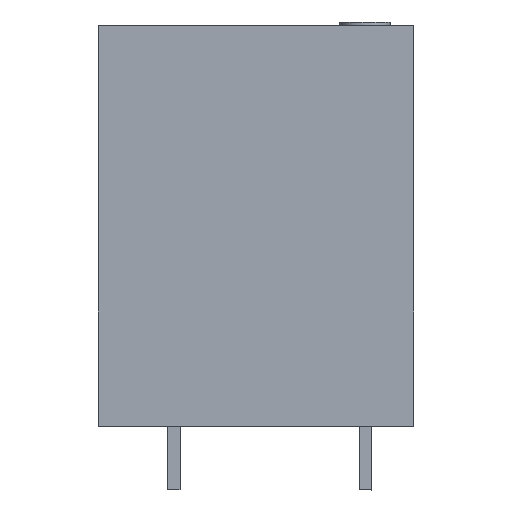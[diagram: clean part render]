
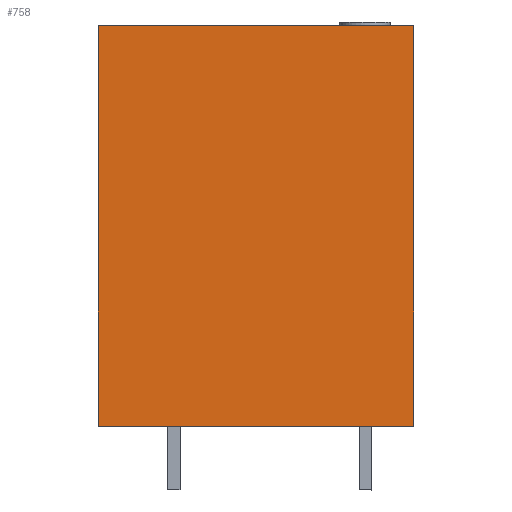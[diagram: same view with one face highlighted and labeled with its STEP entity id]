
A CAD part, left-side view. The second image highlights one B-rep face of the part: STEP entity #758.
In plain terms, the highlighted planar face has unit normal (-1, 0, 0).
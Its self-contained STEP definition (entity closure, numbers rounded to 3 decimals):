
#738=AXIS2_PLACEMENT_3D('Plane Axis2P3D',#735,#736,#737) ;
#97=CARTESIAN_POINT('Vertex',(0.,0.,5.)) ;
#100=CARTESIAN_POINT('Line Origine',(0.,12.35,5.)) ;
#104=CARTESIAN_POINT('Vertex',(0.,24.7,5.)) ;
#443=CARTESIAN_POINT('Line Origine',(0.,0.,20.65)) ;
#447=CARTESIAN_POINT('Vertex',(0.,0.,36.3)) ;
#735=CARTESIAN_POINT('Axis2P3D Location',(0.,24.7,0.)) ;
#740=CARTESIAN_POINT('Line Origine',(0.,24.7,20.65)) ;
#744=CARTESIAN_POINT('Vertex',(0.,24.7,36.3)) ;
#747=CARTESIAN_POINT('Line Origine',(0.,12.35,36.3)) ;
#101=DIRECTION('Vector Direction',(0.,-1.,0.)) ;
#444=DIRECTION('Vector Direction',(0.,0.,1.)) ;
#736=DIRECTION('Axis2P3D Direction',(-1.,0.,0.)) ;
#737=DIRECTION('Axis2P3D XDirection',(0.,-1.,0.)) ;
#741=DIRECTION('Vector Direction',(0.,0.,-1.)) ;
#748=DIRECTION('Vector Direction',(0.,-1.,0.)) ;
#102=VECTOR('Line Direction',#101,1.) ;
#445=VECTOR('Line Direction',#444,1.) ;
#742=VECTOR('Line Direction',#741,1.) ;
#749=VECTOR('Line Direction',#748,1.) ;
#753=ORIENTED_EDGE('',*,*,#746,.T.) ;
#754=ORIENTED_EDGE('',*,*,#106,.T.) ;
#755=ORIENTED_EDGE('',*,*,#449,.T.) ;
#756=ORIENTED_EDGE('',*,*,#751,.T.) ;
#758=ADVANCED_FACE('HOUSING',(#757),#739,.T.) ;
#106=EDGE_CURVE('',#105,#98,#103,.T.) ;
#449=EDGE_CURVE('',#98,#448,#446,.T.) ;
#746=EDGE_CURVE('',#745,#105,#743,.T.) ;
#751=EDGE_CURVE('',#448,#745,#750,.F.) ;
#752=EDGE_LOOP('',(#753,#754,#755,#756)) ;
#757=FACE_OUTER_BOUND('',#752,.T.) ;
#103=LINE('Line',#100,#102) ;
#446=LINE('Line',#443,#445) ;
#743=LINE('Line',#740,#742) ;
#750=LINE('Line',#747,#749) ;
#739=PLANE('',#738) ;
#98=VERTEX_POINT('',#97) ;
#105=VERTEX_POINT('',#104) ;
#448=VERTEX_POINT('',#447) ;
#745=VERTEX_POINT('',#744) ;
